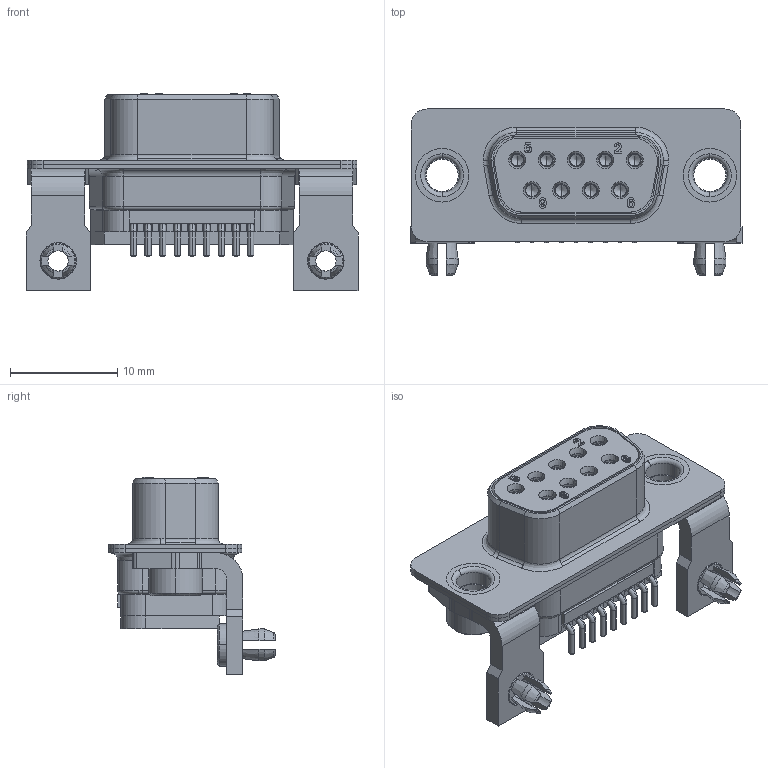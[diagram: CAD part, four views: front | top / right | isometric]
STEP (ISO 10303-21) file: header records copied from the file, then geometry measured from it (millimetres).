
FILE_DESCRIPTION((''),'2;1');
FILE_NAME('240617113.stp','2007-10-24T10:30:09',('martin.rickli'),(''),'Autodesk Inventor 9','Autodesk Inventor 9','');
FILE_SCHEMA(('AUTOMOTIVE_DESIGN { 1 0 10303 214 1 1 1 1 }'));
Length unit declared in the file: millimetre
Products named in the file (11): 060225; 00031a_09; R+B00848; R+B00847; R+B00143b; R+B00137b; R+B00318; R+B00700; R+B00102c_female; DE011847; DE011849
Assembly tree (20 placements, depth 2):
  060225
    00031a_09
    R+B00848  x5
    R+B00847  x4
    R+B00143b
    R+B00137b
    R+B00318  x2
    R+B00700  x2
    R+B00102c_female  x2
    DE011847
    DE011849
Bounding box: 31 x 15.5 x 18.45 mm (x, y, z)
Volume: 2152 mm3; surface area: 5950.9 mm2
Topology: 20 solids, 20 shells, 2350 faces, 5927 edges, 3655 vertices
Faces by surface type: plane 1642, cylinder 382, cone 152, bspline 90, torus 84
Entity records: 29936 total; most frequent: CARTESIAN_POINT 7811, ORIENTED_EDGE 4690, DIRECTION 4569, EDGE_CURVE 2345, AXIS2_PLACEMENT_3D 1686, VERTEX_POINT 1476, VECTOR 1197, LINE 1197
